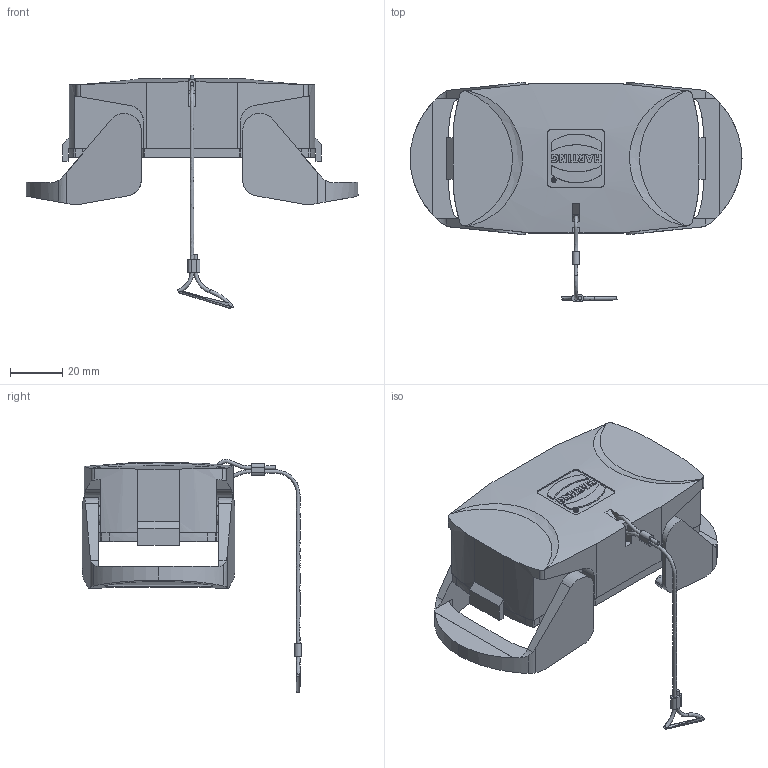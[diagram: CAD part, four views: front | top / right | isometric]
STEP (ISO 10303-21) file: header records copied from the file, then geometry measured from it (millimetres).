
FILE_DESCRIPTION(/* description */ (''),/* implementation_level */ '2;1');
FILE_NAME(/* name */ '100231309ugm000_e.stp',/* time_stamp */ '2022-06-14T13:06:45+02:00',/* author */ (''),/* organization */ (''),/* preprocessor_version */ 'ST-DEVELOPER v16.7',/* originating_system */ 'SIEMENS PLM Software NX 1911',/* authorisation */ '');
FILE_SCHEMA (('AUTOMOTIVE_DESIGN { 1 0 10303 214 3 1 1 1 }'));
Length unit declared in the file: millimetre
Products named in the file (1): 100231309ugm000_e
Bounding box: 127 x 83.93 x 89.28 mm (x, y, z)
Volume: 69902.3 mm3; surface area: 38564.6 mm2
Topology: 3 solids, 3 shells, 446 faces, 1185 edges, 771 vertices
Faces by surface type: plane 255, cylinder 101, bspline 71, extrusion 10, revolution 9
Entity records: 22713 total; most frequent: CARTESIAN_POINT 9900, ORIENTED_EDGE 2352, DIRECTION 1815, EDGE_CURVE 1176, VERTEX_POINT 769, VECTOR 606, AXIS2_PLACEMENT_3D 600, LINE 596
